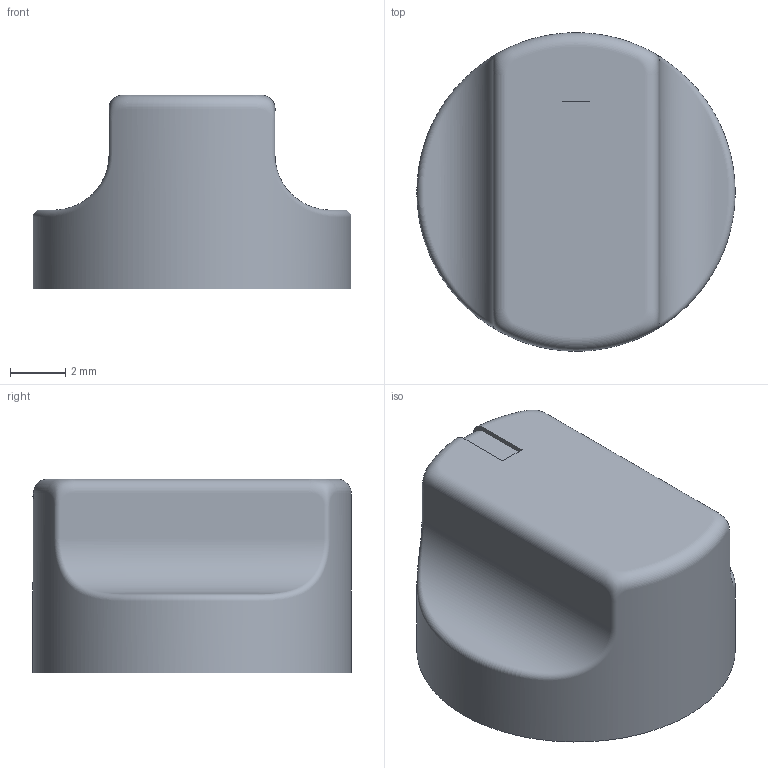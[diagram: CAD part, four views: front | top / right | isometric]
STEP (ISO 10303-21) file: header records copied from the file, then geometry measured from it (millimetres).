
FILE_DESCRIPTION(/* description */ ('','CAx-IF Rec.Pracs.---Representation and Presentation of Product Manufacturing Information (PMI)---4.0---2014-10-13'),/* implementation_level */ '2;1');
FILE_NAME(/* name */ 'knob.step',/* time_stamp */ '2025-02-18T19:24:19+07:00',/* author */ (''),/* organization */ (''),/* preprocessor_version */ 'ST-DEVELOPER v20',/* originating_system */ 'Autodesk Translation Framework v13.20.0.188',/* authorisation */ '');
FILE_SCHEMA (('AP242_MANAGED_MODEL_BASED_3D_ENGINEERING_MIM_LF { 1 0 10303 442 1 1 4 }'));
Length unit declared in the file: millimetre
Products named in the file (2): Playbackpad Casing; knob with handle
Assembly tree (1 placements, depth 2):
  Playbackpad Casing
    knob with handle
Bounding box: 11.5 x 11.5 x 7 mm (x, y, z)
Volume: 541.9 mm3; surface area: 473.2 mm2
Topology: 1 solids, 1 shells, 1 faces, 0 edges, 0 vertices
Faces by surface type: other 1
Entity records: 61 total; most frequent: DIRECTION 6, AXIS2_PLACEMENT_3D 3, CARTESIAN_POINT 3, UNCERTAINTY_MEASURE_WITH_UNIT 3, PRODUCT_DEFINITION_SHAPE 3, DERIVED_UNIT_ELEMENT 2, PROPERTY_DEFINITION_REPRESENTATION 2, REPRESENTATION 2
